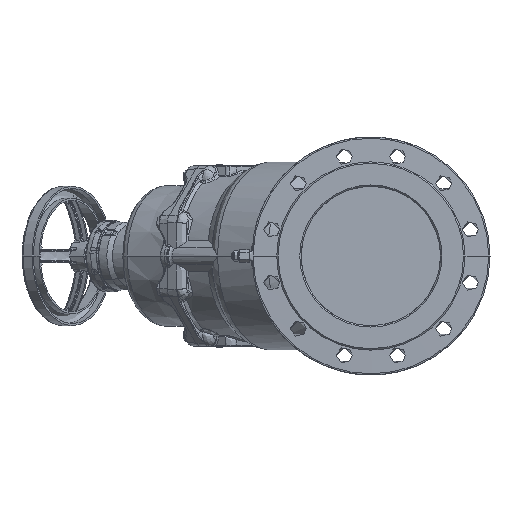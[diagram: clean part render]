
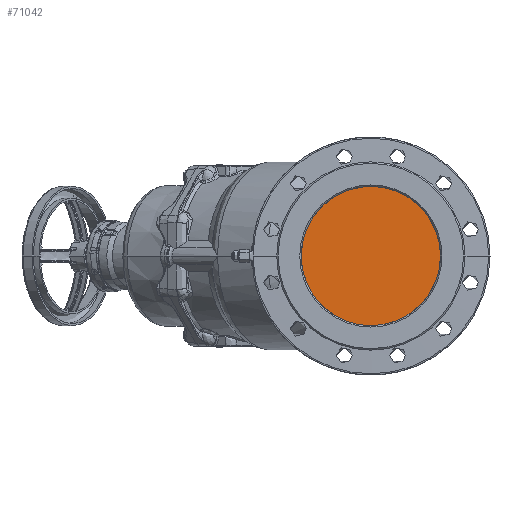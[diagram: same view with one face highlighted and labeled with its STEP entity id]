
A CAD part, left-side view. The second image highlights one B-rep face of the part: STEP entity #71042.
In plain terms, the highlighted planar face has unit normal (1, 0, 0).
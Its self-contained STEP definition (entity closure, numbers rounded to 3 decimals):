
#70702=CARTESIAN_POINT('Vertex',(-102.11,99.911,-4.22)) ;
#70706=CARTESIAN_POINT('Control Point',(-102.11,-100.,0.)) ;
#70707=CARTESIAN_POINT('Control Point',(-102.11,-100.,-15.497)) ;
#70708=CARTESIAN_POINT('Control Point',(-102.11,-96.998,-30.994)) ;
#70709=CARTESIAN_POINT('Control Point',(-102.11,-90.991,-45.714)) ;
#70710=CARTESIAN_POINT('Control Point',(-102.11,-73.598,-72.061)) ;
#70711=CARTESIAN_POINT('Control Point',(-102.11,-47.624,-90.006)) ;
#70712=CARTESIAN_POINT('Control Point',(-102.11,-33.034,-96.322)) ;
#70713=CARTESIAN_POINT('Control Point',(-102.11,-2.174,-102.979)) ;
#70714=CARTESIAN_POINT('Control Point',(-102.11,28.94,-97.631)) ;
#70715=CARTESIAN_POINT('Control Point',(-102.11,43.784,-91.936)) ;
#70716=CARTESIAN_POINT('Control Point',(-102.11,70.492,-75.102)) ;
#70717=CARTESIAN_POINT('Control Point',(-102.11,88.981,-49.513)) ;
#70718=CARTESIAN_POINT('Control Point',(-102.11,95.604,-35.059)) ;
#70719=CARTESIAN_POINT('Control Point',(-102.11,99.257,-19.703)) ;
#70720=CARTESIAN_POINT('Control Point',(-102.11,99.911,-4.22)) ;
#70721=CARTESIAN_POINT('Vertex',(-102.11,-100.,0.)) ;
#70738=CARTESIAN_POINT('Control Point',(-102.11,99.911,4.22)) ;
#70739=CARTESIAN_POINT('Control Point',(-102.11,99.257,19.703)) ;
#70740=CARTESIAN_POINT('Control Point',(-102.11,95.604,35.059)) ;
#70741=CARTESIAN_POINT('Control Point',(-102.11,88.981,49.513)) ;
#70742=CARTESIAN_POINT('Control Point',(-102.11,70.492,75.102)) ;
#70743=CARTESIAN_POINT('Control Point',(-102.11,43.784,91.936)) ;
#70744=CARTESIAN_POINT('Control Point',(-102.11,28.94,97.631)) ;
#70745=CARTESIAN_POINT('Control Point',(-102.11,-2.174,102.979)) ;
#70746=CARTESIAN_POINT('Control Point',(-102.11,-33.034,96.322)) ;
#70747=CARTESIAN_POINT('Control Point',(-102.11,-47.624,90.006)) ;
#70748=CARTESIAN_POINT('Control Point',(-102.11,-73.598,72.061)) ;
#70749=CARTESIAN_POINT('Control Point',(-102.11,-90.991,45.714)) ;
#70750=CARTESIAN_POINT('Control Point',(-102.11,-96.998,30.994)) ;
#70751=CARTESIAN_POINT('Control Point',(-102.11,-100.,15.497)) ;
#70752=CARTESIAN_POINT('Control Point',(-102.11,-100.,0.)) ;
#70753=CARTESIAN_POINT('Vertex',(-102.11,99.911,4.22)) ;
#70970=CARTESIAN_POINT('Vertex',(-102.11,99.975,-2.148)) ;
#70974=CARTESIAN_POINT('Control Point',(-102.11,99.975,-2.148)) ;
#70975=CARTESIAN_POINT('Control Point',(-102.11,99.961,-2.836)) ;
#70976=CARTESIAN_POINT('Control Point',(-102.11,99.94,-3.526)) ;
#70977=CARTESIAN_POINT('Control Point',(-102.11,99.911,-4.22)) ;
#70985=CARTESIAN_POINT('Axis2P3D Location',(-102.11,104.232,500000.)) ;
#70991=CARTESIAN_POINT('Control Point',(-102.11,99.975,2.148)) ;
#70992=CARTESIAN_POINT('Control Point',(-102.11,99.978,1.975)) ;
#70993=CARTESIAN_POINT('Control Point',(-102.11,99.982,1.802)) ;
#70994=CARTESIAN_POINT('Control Point',(-102.11,99.985,1.629)) ;
#70995=CARTESIAN_POINT('Control Point',(-102.11,99.988,1.456)) ;
#70996=CARTESIAN_POINT('Control Point',(-102.11,99.99,1.283)) ;
#70997=CARTESIAN_POINT('Vertex',(-102.11,99.975,2.148)) ;
#70999=CARTESIAN_POINT('Vertex',(-102.11,99.99,1.283)) ;
#71003=CARTESIAN_POINT('Control Point',(-102.11,99.975,2.148)) ;
#71004=CARTESIAN_POINT('Control Point',(-102.11,99.966,2.562)) ;
#71005=CARTESIAN_POINT('Control Point',(-102.11,99.956,2.977)) ;
#71006=CARTESIAN_POINT('Control Point',(-102.11,99.943,3.391)) ;
#71007=CARTESIAN_POINT('Control Point',(-102.11,99.928,3.805)) ;
#71008=CARTESIAN_POINT('Control Point',(-102.11,99.911,4.22)) ;
#71011=CARTESIAN_POINT('Control Point',(-102.11,99.975,-2.148)) ;
#71012=CARTESIAN_POINT('Control Point',(-102.11,99.978,-1.975)) ;
#71013=CARTESIAN_POINT('Control Point',(-102.11,99.982,-1.802)) ;
#71014=CARTESIAN_POINT('Control Point',(-102.11,99.985,-1.629)) ;
#71015=CARTESIAN_POINT('Control Point',(-102.11,99.988,-1.456)) ;
#71016=CARTESIAN_POINT('Control Point',(-102.11,99.99,-1.283)) ;
#71017=CARTESIAN_POINT('Vertex',(-102.11,99.99,-1.283)) ;
#71020=CARTESIAN_POINT('Axis2P3D Location',(-102.11,16.,0.)) ;
#71024=CARTESIAN_POINT('Vertex',(-102.11,100.,0.)) ;
#71027=CARTESIAN_POINT('Axis2P3D Location',(-102.11,16.,0.)) ;
#70986=DIRECTION('Axis2P3D Direction',(1.,0.,-0.)) ;
#70987=DIRECTION('Axis2P3D XDirection',(0.,1.,0.)) ;
#71021=DIRECTION('Axis2P3D Direction',(1.,0.,-0.)) ;
#71028=DIRECTION('Axis2P3D Direction',(1.,0.,-0.)) ;
#70988=AXIS2_PLACEMENT_3D('Plane Axis2P3D',#70985,#70986,#70987) ;
#71022=AXIS2_PLACEMENT_3D('Circle Axis2P3D',#71020,#71021,$) ;
#71029=AXIS2_PLACEMENT_3D('Circle Axis2P3D',#71027,#71028,$) ;
#71023=CIRCLE('generated circle',#71022,84.) ;
#71030=CIRCLE('generated circle',#71029,84.) ;
#70989=PLANE('',#70988) ;
#70723=EDGE_CURVE('',#70722,#70703,#70705,.T.) ;
#70755=EDGE_CURVE('',#70754,#70722,#70737,.T.) ;
#70978=EDGE_CURVE('',#70971,#70703,#70973,.T.) ;
#71001=EDGE_CURVE('',#70998,#71000,#70990,.T.) ;
#71009=EDGE_CURVE('',#70998,#70754,#71002,.T.) ;
#71019=EDGE_CURVE('',#70971,#71018,#71010,.T.) ;
#71026=EDGE_CURVE('',#71018,#71025,#71023,.T.) ;
#71031=EDGE_CURVE('',#71025,#71000,#71030,.T.) ;
#71033=ORIENTED_EDGE('',*,*,#71001,.F.) ;
#71034=ORIENTED_EDGE('',*,*,#71009,.T.) ;
#71035=ORIENTED_EDGE('',*,*,#70755,.T.) ;
#71036=ORIENTED_EDGE('',*,*,#70723,.T.) ;
#71037=ORIENTED_EDGE('',*,*,#70978,.F.) ;
#71038=ORIENTED_EDGE('',*,*,#71019,.T.) ;
#71039=ORIENTED_EDGE('',*,*,#71026,.T.) ;
#71040=ORIENTED_EDGE('',*,*,#71031,.T.) ;
#71032=EDGE_LOOP('',(#71033,#71034,#71035,#71036,#71037,#71038,#71039,#71040)) ;
#70703=VERTEX_POINT('',#70702) ;
#70722=VERTEX_POINT('',#70721) ;
#70754=VERTEX_POINT('',#70753) ;
#70971=VERTEX_POINT('',#70970) ;
#70998=VERTEX_POINT('',#70997) ;
#71000=VERTEX_POINT('',#70999) ;
#71018=VERTEX_POINT('',#71017) ;
#71025=VERTEX_POINT('',#71024) ;
#71042=ADVANCED_FACE('NONE',(#71041),#70989,.T.) ;
#70705=B_SPLINE_CURVE_WITH_KNOTS('',5,(#70706,#70707,#70708,#70709,#70710,#70711,#70712,#70713,#70714,#70715,#70716,#70717,#70718,#70719,#70720),.UNSPECIFIED.,.F.,.U.,(6,3,3,3,6),(-154.969,-77.485,0.,77.485,154.969),.UNSPECIFIED.) ;
#70737=B_SPLINE_CURVE_WITH_KNOTS('',5,(#70738,#70739,#70740,#70741,#70742,#70743,#70744,#70745,#70746,#70747,#70748,#70749,#70750,#70751,#70752),.UNSPECIFIED.,.F.,.U.,(6,3,3,3,6),(-154.969,-77.485,0.,77.485,154.969),.UNSPECIFIED.) ;
#70973=B_SPLINE_CURVE_WITH_KNOTS('',3,(#70974,#70975,#70976,#70977),.UNSPECIFIED.,.F.,.U.,(4,4),(0.,2.928),.UNSPECIFIED.) ;
#70990=B_SPLINE_CURVE_WITH_KNOTS('',5,(#70991,#70992,#70993,#70994,#70995,#70996),.UNSPECIFIED.,.F.,.U.,(6,6),(0.,1.223),.UNSPECIFIED.) ;
#71002=B_SPLINE_CURVE_WITH_KNOTS('',5,(#71003,#71004,#71005,#71006,#71007,#71008),.UNSPECIFIED.,.F.,.U.,(6,6),(0.,2.932),.UNSPECIFIED.) ;
#71010=B_SPLINE_CURVE_WITH_KNOTS('',5,(#71011,#71012,#71013,#71014,#71015,#71016),.UNSPECIFIED.,.F.,.U.,(6,6),(0.,1.223),.UNSPECIFIED.) ;
#71041=FACE_OUTER_BOUND('',#71032,.T.) ;
